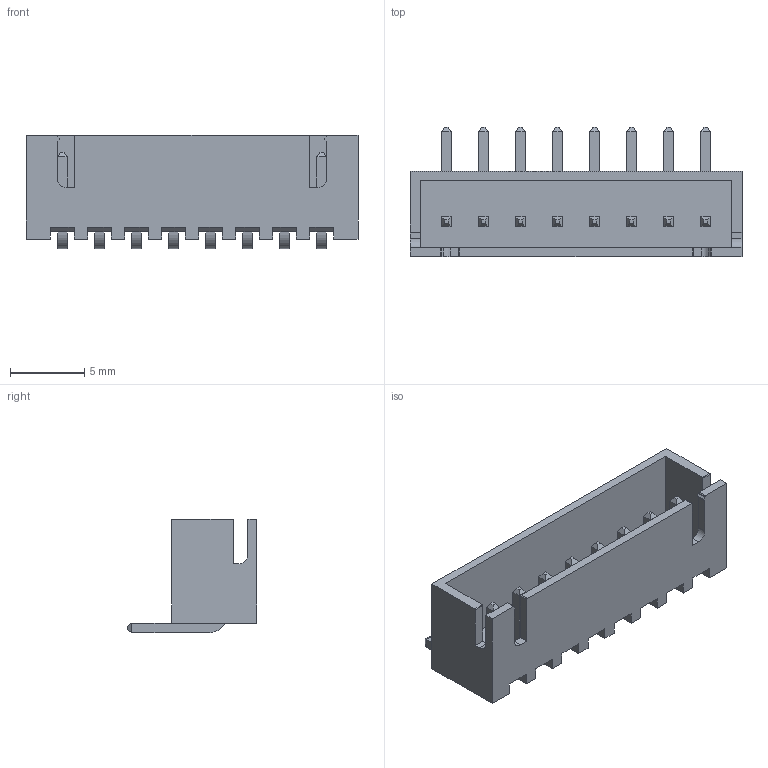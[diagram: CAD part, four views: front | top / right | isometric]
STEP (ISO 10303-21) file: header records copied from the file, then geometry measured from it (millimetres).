
FILE_DESCRIPTION(('FreeCAD Model'),'2;1');
FILE_NAME('Open CASCADE Shape Model','2024-06-24T20:44:50',(''),(''), 'Open CASCADE STEP processor 7.7','FreeCAD','Unknown');
FILE_SCHEMA(('AUTOMOTIVE_DESIGN { 1 0 10303 214 1 1 1 1 }'));
Length unit declared in the file: millimetre
Products named in the file (4): th_header_s8b_xh_a_knockoff; Body; Array; Body001
Assembly tree (10 placements, depth 3):
  th_header_s8b_xh_a_knockoff
    Body
    Array
      Body001  x8
Bounding box: 22.4 x 8.73 x 7.64 mm (x, y, z)
Volume: 365.4 mm3; surface area: 1215.2 mm2
Topology: 9 solids, 9 shells, 258 faces, 672 edges, 432 vertices
Faces by surface type: plane 230, cylinder 28
Entity records: 4541 total; most frequent: CARTESIAN_POINT 799, ORIENTED_EDGE 784, DIRECTION 706, EDGE_CURVE 392, LINE 364, VECTOR 364, VERTEX_POINT 264, AXIS2_PLACEMENT_3D 171
